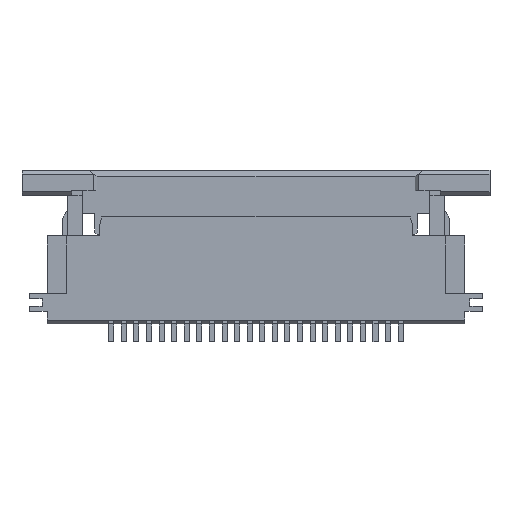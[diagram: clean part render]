
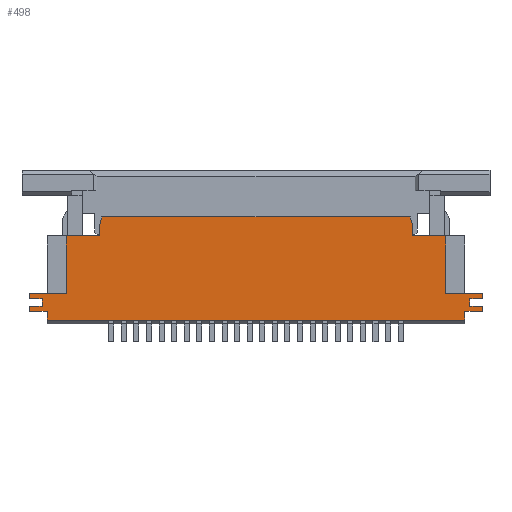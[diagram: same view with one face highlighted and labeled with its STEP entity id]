
A CAD part, front view. The second image highlights one B-rep face of the part: STEP entity #498.
In plain terms, the highlighted planar face has unit normal (0, -1, 0).
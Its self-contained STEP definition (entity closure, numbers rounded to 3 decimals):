
#498=ADVANCED_FACE('',(#1894),#1895,.T.);
#1894=FACE_OUTER_BOUND('',#3919,.T.);
#1895=PLANE('',#3920);
#3919=EDGE_LOOP('',(#8095,#8096,#8097,#8098,#8099,#8100,#8101,#8102,#8103,#8104,#8105,#8106,#8107,#8108,#8109,#8110,#8111,#8112,#8113,#8114,#8115,#8116,#8117,#8118,#8119,#8120));
#3920=AXIS2_PLACEMENT_3D('',#8121,#8122,#8123);
#8095=ORIENTED_EDGE('',*,*,#15652,.T.);
#8096=ORIENTED_EDGE('',*,*,#15653,.T.);
#8097=ORIENTED_EDGE('',*,*,#15654,.T.);
#8098=ORIENTED_EDGE('',*,*,#15655,.T.);
#8099=ORIENTED_EDGE('',*,*,#15656,.T.);
#8100=ORIENTED_EDGE('',*,*,#15657,.T.);
#8101=ORIENTED_EDGE('',*,*,#15658,.T.);
#8102=ORIENTED_EDGE('',*,*,#15659,.T.);
#8103=ORIENTED_EDGE('',*,*,#15270,.F.);
#8104=ORIENTED_EDGE('',*,*,#15651,.F.);
#8105=ORIENTED_EDGE('',*,*,#15649,.T.);
#8106=ORIENTED_EDGE('',*,*,#15660,.F.);
#8107=ORIENTED_EDGE('',*,*,#15661,.F.);
#8108=ORIENTED_EDGE('',*,*,#15662,.T.);
#8109=ORIENTED_EDGE('',*,*,#15147,.F.);
#8110=ORIENTED_EDGE('',*,*,#15663,.F.);
#8111=ORIENTED_EDGE('',*,*,#15664,.T.);
#8112=ORIENTED_EDGE('',*,*,#15665,.T.);
#8113=ORIENTED_EDGE('',*,*,#15666,.T.);
#8114=ORIENTED_EDGE('',*,*,#15667,.T.);
#8115=ORIENTED_EDGE('',*,*,#15668,.T.);
#8116=ORIENTED_EDGE('',*,*,#15669,.T.);
#8117=ORIENTED_EDGE('',*,*,#15670,.T.);
#8118=ORIENTED_EDGE('',*,*,#15671,.F.);
#8119=ORIENTED_EDGE('',*,*,#14888,.T.);
#8120=ORIENTED_EDGE('',*,*,#15045,.T.);
#8121=CARTESIAN_POINT('',(-8.3,0.0,0.0));
#8122=DIRECTION('',(0.0,-1.0,0.0));
#8123=DIRECTION('',(0.0,0.0,-1.0));
#14888=EDGE_CURVE('',#18407,#18408,#18409,.T.);
#15045=EDGE_CURVE('',#18408,#18716,#18718,.T.);
#15147=EDGE_CURVE('',#18918,#18920,#18921,.T.);
#15270=EDGE_CURVE('',#19163,#19165,#19166,.T.);
#15649=EDGE_CURVE('',#19761,#19759,#19762,.T.);
#15651=EDGE_CURVE('',#19761,#19163,#19764,.T.);
#15652=EDGE_CURVE('',#18716,#19765,#19766,.T.);
#15653=EDGE_CURVE('',#19765,#19767,#19768,.T.);
#15654=EDGE_CURVE('',#19767,#19769,#19770,.T.);
#15655=EDGE_CURVE('',#19769,#19771,#19772,.T.);
#15656=EDGE_CURVE('',#19771,#19773,#19774,.T.);
#15657=EDGE_CURVE('',#19773,#19775,#19776,.T.);
#15658=EDGE_CURVE('',#19775,#19777,#19778,.T.);
#15659=EDGE_CURVE('',#19777,#19165,#19779,.T.);
#15660=EDGE_CURVE('',#19780,#19759,#19781,.T.);
#15661=EDGE_CURVE('',#19782,#19780,#19783,.T.);
#15662=EDGE_CURVE('',#19782,#18920,#19784,.T.);
#15663=EDGE_CURVE('',#19785,#18918,#19786,.T.);
#15664=EDGE_CURVE('',#19785,#19787,#19788,.T.);
#15665=EDGE_CURVE('',#19787,#19789,#19790,.T.);
#15666=EDGE_CURVE('',#19789,#19791,#19792,.T.);
#15667=EDGE_CURVE('',#19791,#19793,#19794,.T.);
#15668=EDGE_CURVE('',#19793,#19795,#19796,.T.);
#15669=EDGE_CURVE('',#19795,#19797,#19798,.T.);
#15670=EDGE_CURVE('',#19797,#19799,#19800,.T.);
#15671=EDGE_CURVE('',#18407,#19799,#19801,.T.);
#18407=VERTEX_POINT('',#23767);
#18408=VERTEX_POINT('',#23768);
#18409=LINE('',#23769,#23770);
#18716=VERTEX_POINT('',#24232);
#18718=LINE('',#24235,#24236);
#18918=VERTEX_POINT('',#24536);
#18920=VERTEX_POINT('',#24539);
#18921=LINE('',#24540,#24541);
#19163=VERTEX_POINT('',#24904);
#19165=VERTEX_POINT('',#24907);
#19166=LINE('',#24908,#24909);
#19759=VERTEX_POINT('',#25879);
#19761=VERTEX_POINT('',#25882);
#19762=LINE('',#25883,#25884);
#19764=LINE('',#25887,#25888);
#19765=VERTEX_POINT('',#25889);
#19766=LINE('',#25890,#25891);
#19767=VERTEX_POINT('',#25892);
#19768=LINE('',#25893,#25894);
#19769=VERTEX_POINT('',#25895);
#19770=LINE('',#25896,#25897);
#19771=VERTEX_POINT('',#25898);
#19772=LINE('',#25899,#25900);
#19773=VERTEX_POINT('',#25901);
#19774=LINE('',#25902,#25903);
#19775=VERTEX_POINT('',#25904);
#19776=LINE('',#25905,#25906);
#19777=VERTEX_POINT('',#25907);
#19778=LINE('',#25908,#25909);
#19779=LINE('',#25910,#25911);
#19780=VERTEX_POINT('',#25912);
#19781=LINE('',#25913,#25914);
#19782=VERTEX_POINT('',#25915);
#19783=LINE('',#25916,#25917);
#19784=LINE('',#25918,#25919);
#19785=VERTEX_POINT('',#25920);
#19786=LINE('',#25921,#25922);
#19787=VERTEX_POINT('',#25923);
#19788=LINE('',#25924,#25925);
#19789=VERTEX_POINT('',#25926);
#19790=LINE('',#25927,#25928);
#19791=VERTEX_POINT('',#25929);
#19792=LINE('',#25930,#25931);
#19793=VERTEX_POINT('',#25932);
#19794=LINE('',#25933,#25934);
#19795=VERTEX_POINT('',#25935);
#19796=LINE('',#25936,#25937);
#19797=VERTEX_POINT('',#25938);
#19798=LINE('',#25939,#25940);
#19799=VERTEX_POINT('',#25941);
#19800=LINE('',#25942,#25943);
#19801=LINE('',#25944,#25945);
#23767=CARTESIAN_POINT('',(-8.3,0.0,0.15));
#23768=CARTESIAN_POINT('',(8.3,0.0,0.15));
#23769=CARTESIAN_POINT('',(-8.3,0.0,0.15));
#23770=VECTOR('',#30769,16.6);
#24232=CARTESIAN_POINT('',(8.3,0.0,0.5));
#24235=CARTESIAN_POINT('',(8.3,0.0,0.15));
#24236=VECTOR('',#30926,0.35);
#24536=CARTESIAN_POINT('',(-7.55,0.0,3.5));
#24539=CARTESIAN_POINT('',(-6.225,0.0,3.5));
#24540=CARTESIAN_POINT('',(-7.55,0.0,3.5));
#24541=VECTOR('',#31028,1.325);
#24904=CARTESIAN_POINT('',(6.225,0.0,3.5));
#24907=CARTESIAN_POINT('',(7.55,0.0,3.5));
#24908=CARTESIAN_POINT('',(6.225,0.0,3.5));
#24909=VECTOR('',#31151,1.325);
#25879=CARTESIAN_POINT('',(6.125,0.0,4.25));
#25882=CARTESIAN_POINT('',(6.225,0.0,3.9));
#25883=CARTESIAN_POINT('',(6.225,0.0,3.9));
#25884=VECTOR('',#31530,0.364);
#25887=CARTESIAN_POINT('',(6.225,0.0,3.9));
#25888=VECTOR('',#31532,0.4);
#25889=CARTESIAN_POINT('',(9.0,0.0,0.5));
#25890=CARTESIAN_POINT('',(8.3,0.0,0.5));
#25891=VECTOR('',#31533,0.7);
#25892=CARTESIAN_POINT('',(9.0,0.0,0.7));
#25893=CARTESIAN_POINT('',(9.0,0.0,0.5));
#25894=VECTOR('',#31534,0.2);
#25895=CARTESIAN_POINT('',(8.5,0.0,0.7));
#25896=CARTESIAN_POINT('',(9.0,0.0,0.7));
#25897=VECTOR('',#31535,0.5);
#25898=CARTESIAN_POINT('',(8.5,0.0,1.0));
#25899=CARTESIAN_POINT('',(8.5,0.0,0.7));
#25900=VECTOR('',#31536,0.3);
#25901=CARTESIAN_POINT('',(9.0,0.0,1.0));
#25902=CARTESIAN_POINT('',(8.5,0.0,1.0));
#25903=VECTOR('',#31537,0.5);
#25904=CARTESIAN_POINT('',(9.0,0.0,1.2));
#25905=CARTESIAN_POINT('',(9.0,0.0,1.0));
#25906=VECTOR('',#31538,0.2);
#25907=CARTESIAN_POINT('',(7.55,0.0,1.2));
#25908=CARTESIAN_POINT('',(9.0,0.0,1.2));
#25909=VECTOR('',#31539,1.45);
#25910=CARTESIAN_POINT('',(7.55,0.0,1.2));
#25911=VECTOR('',#31540,2.3);
#25912=CARTESIAN_POINT('',(-6.125,0.0,4.25));
#25913=CARTESIAN_POINT('',(-6.125,0.0,4.25));
#25914=VECTOR('',#31541,12.25);
#25915=CARTESIAN_POINT('',(-6.225,0.0,3.9));
#25916=CARTESIAN_POINT('',(-6.225,0.0,3.9));
#25917=VECTOR('',#31542,0.364);
#25918=CARTESIAN_POINT('',(-6.225,0.0,3.9));
#25919=VECTOR('',#31543,0.4);
#25920=CARTESIAN_POINT('',(-7.55,0.0,1.2));
#25921=CARTESIAN_POINT('',(-7.55,0.0,1.2));
#25922=VECTOR('',#31544,2.3);
#25923=CARTESIAN_POINT('',(-9.0,0.0,1.2));
#25924=CARTESIAN_POINT('',(-7.55,0.0,1.2));
#25925=VECTOR('',#31545,1.45);
#25926=CARTESIAN_POINT('',(-9.0,0.0,1.0));
#25927=CARTESIAN_POINT('',(-9.0,0.0,1.2));
#25928=VECTOR('',#31546,0.2);
#25929=CARTESIAN_POINT('',(-8.5,0.0,1.0));
#25930=CARTESIAN_POINT('',(-9.0,0.0,1.0));
#25931=VECTOR('',#31547,0.5);
#25932=CARTESIAN_POINT('',(-8.5,0.0,0.7));
#25933=CARTESIAN_POINT('',(-8.5,0.0,1.0));
#25934=VECTOR('',#31548,0.3);
#25935=CARTESIAN_POINT('',(-9.0,0.0,0.7));
#25936=CARTESIAN_POINT('',(-8.5,0.0,0.7));
#25937=VECTOR('',#31549,0.5);
#25938=CARTESIAN_POINT('',(-9.0,0.0,0.5));
#25939=CARTESIAN_POINT('',(-9.0,0.0,0.7));
#25940=VECTOR('',#31550,0.2);
#25941=CARTESIAN_POINT('',(-8.3,0.0,0.5));
#25942=CARTESIAN_POINT('',(-9.0,0.0,0.5));
#25943=VECTOR('',#31551,0.7);
#25944=CARTESIAN_POINT('',(-8.3,0.0,0.15));
#25945=VECTOR('',#31552,0.35);
#30769=DIRECTION('',(1.0,0.0,0.0));
#30926=DIRECTION('',(0.0,0.0,1.0));
#31028=DIRECTION('',(1.0,0.0,0.0));
#31151=DIRECTION('',(1.0,0.0,0.0));
#31530=DIRECTION('',(-0.275,0.0,0.962));
#31532=DIRECTION('',(0.0,0.0,-1.0));
#31533=DIRECTION('',(1.0,0.0,0.0));
#31534=DIRECTION('',(0.0,0.0,1.0));
#31535=DIRECTION('',(-1.0,0.0,0.0));
#31536=DIRECTION('',(0.0,0.0,1.0));
#31537=DIRECTION('',(1.0,0.0,0.0));
#31538=DIRECTION('',(0.0,0.0,1.0));
#31539=DIRECTION('',(-1.0,0.0,0.0));
#31540=DIRECTION('',(0.0,0.0,1.0));
#31541=DIRECTION('',(1.0,0.0,0.0));
#31542=DIRECTION('',(0.275,0.0,0.962));
#31543=DIRECTION('',(0.0,0.0,-1.0));
#31544=DIRECTION('',(0.0,0.0,1.0));
#31545=DIRECTION('',(-1.0,0.0,0.0));
#31546=DIRECTION('',(0.0,0.0,-1.0));
#31547=DIRECTION('',(1.0,0.0,0.0));
#31548=DIRECTION('',(0.0,0.0,-1.0));
#31549=DIRECTION('',(-1.0,0.0,0.0));
#31550=DIRECTION('',(0.0,0.0,-1.0));
#31551=DIRECTION('',(1.0,0.0,0.0));
#31552=DIRECTION('',(0.0,0.0,1.0));
